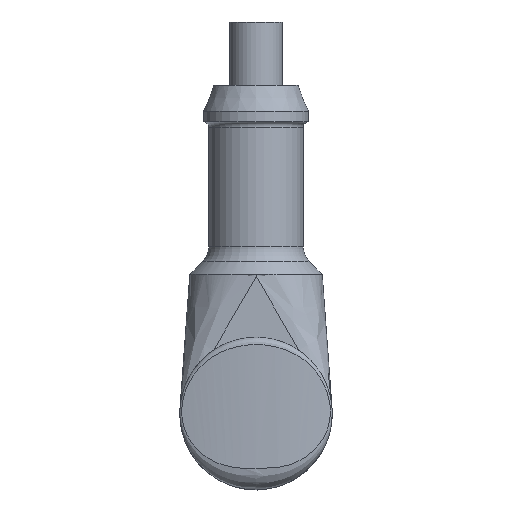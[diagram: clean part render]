
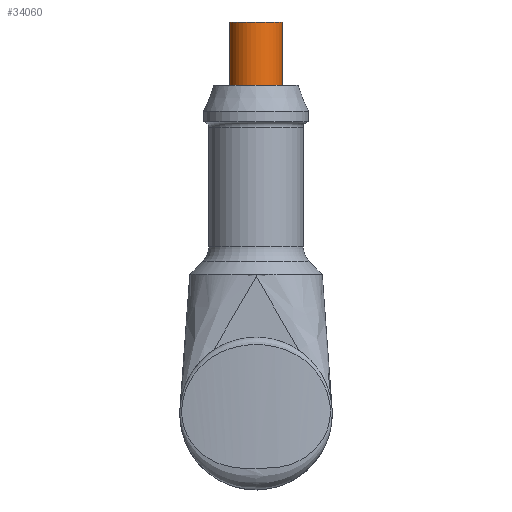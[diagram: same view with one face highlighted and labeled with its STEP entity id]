
A CAD part, top view. The second image highlights one B-rep face of the part: STEP entity #34060.
In plain terms, the highlighted cylindrical face has radius 2.5 mm (diameter 5 mm), a full revolution.
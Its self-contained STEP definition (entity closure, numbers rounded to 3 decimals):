
#32417 = EDGE_CURVE('',#32418,#32418,#32420,.T.);
#32418 = VERTEX_POINT('',#32419);
#32419 = CARTESIAN_POINT('',(0.,31.25,17.5));
#32420 = SURFACE_CURVE('',#32421,(#32426,#32438),.PCURVE_S1.);
#32421 = CIRCLE('',#32422,2.5);
#32422 = AXIS2_PLACEMENT_3D('',#32423,#32424,#32425);
#32423 = CARTESIAN_POINT('',(0.,31.25,20.));
#32424 = DIRECTION('',(0.,-1.,0.));
#32425 = DIRECTION('',(0.,0.,-1.));
#32426 = PCURVE('',#32427,#32432);
#32427 = PLANE('',#32428);
#32428 = AXIS2_PLACEMENT_3D('',#32429,#32430,#32431);
#32429 = CARTESIAN_POINT('',(0.,31.25,25.));
#32430 = DIRECTION('',(0.,-1.,0.));
#32431 = DIRECTION('',(0.,0.,1.));
#32432 = DEFINITIONAL_REPRESENTATION('',(#32433),#32437);
#32433 = CIRCLE('',#32434,2.5);
#32434 = AXIS2_PLACEMENT_2D('',#32435,#32436);
#32435 = CARTESIAN_POINT('',(-5.,0.));
#32436 = DIRECTION('',(-1.,0.));
#32437 = ( GEOMETRIC_REPRESENTATION_CONTEXT(2) 
PARAMETRIC_REPRESENTATION_CONTEXT() REPRESENTATION_CONTEXT('2D SPACE',''
  ) );
#32438 = PCURVE('',#32439,#32444);
#32439 = CYLINDRICAL_SURFACE('',#32440,2.5);
#32440 = AXIS2_PLACEMENT_3D('',#32441,#32442,#32443);
#32441 = CARTESIAN_POINT('',(0.,37.25,20.));
#32442 = DIRECTION('',(0.,-1.,0.));
#32443 = DIRECTION('',(0.,0.,-1.));
#32444 = DEFINITIONAL_REPRESENTATION('',(#32445),#32471);
#32445 = B_SPLINE_CURVE_WITH_KNOTS('',3,(#32446,#32447,#32448,#32449,
    #32450,#32451,#32452,#32453,#32454,#32455,#32456,#32457,#32458,
    #32459,#32460,#32461,#32462,#32463,#32464,#32465,#32466,#32467,
    #32468,#32469,#32470),.UNSPECIFIED.,.F.,.F.,(4,1,1,1,1,1,1,1,1,1,1,1
    ,1,1,1,1,1,1,1,1,1,1,4),(0.,0.286,0.571,
    0.857,1.142,1.428,1.714,
    1.999,2.285,2.57,2.856,
    3.142,3.427,3.713,3.998,
    4.284,4.57,4.855,5.141,
    5.426,5.712,5.998,6.283),
  .QUASI_UNIFORM_KNOTS.);
#32446 = CARTESIAN_POINT('',(0.,6.));
#32447 = CARTESIAN_POINT('',(0.095,6.));
#32448 = CARTESIAN_POINT('',(0.286,6.));
#32449 = CARTESIAN_POINT('',(0.571,6.));
#32450 = CARTESIAN_POINT('',(0.857,6.));
#32451 = CARTESIAN_POINT('',(1.142,6.));
#32452 = CARTESIAN_POINT('',(1.428,6.));
#32453 = CARTESIAN_POINT('',(1.714,6.));
#32454 = CARTESIAN_POINT('',(1.999,6.));
#32455 = CARTESIAN_POINT('',(2.285,6.));
#32456 = CARTESIAN_POINT('',(2.57,6.));
#32457 = CARTESIAN_POINT('',(2.856,6.));
#32458 = CARTESIAN_POINT('',(3.142,6.));
#32459 = CARTESIAN_POINT('',(3.427,6.));
#32460 = CARTESIAN_POINT('',(3.713,6.));
#32461 = CARTESIAN_POINT('',(3.998,6.));
#32462 = CARTESIAN_POINT('',(4.284,6.));
#32463 = CARTESIAN_POINT('',(4.57,6.));
#32464 = CARTESIAN_POINT('',(4.855,6.));
#32465 = CARTESIAN_POINT('',(5.141,6.));
#32466 = CARTESIAN_POINT('',(5.426,6.));
#32467 = CARTESIAN_POINT('',(5.712,6.));
#32468 = CARTESIAN_POINT('',(5.998,6.));
#32469 = CARTESIAN_POINT('',(6.188,6.));
#32470 = CARTESIAN_POINT('',(6.283,6.));
#32471 = ( GEOMETRIC_REPRESENTATION_CONTEXT(2) 
PARAMETRIC_REPRESENTATION_CONTEXT() REPRESENTATION_CONTEXT('2D SPACE',''
  ) );
#34060 = ADVANCED_FACE('',(#34061),#32439,.T.);
#34061 = FACE_BOUND('',#34062,.T.);
#34062 = EDGE_LOOP('',(#34063,#34116,#34136,#34137,#34138));
#34063 = ORIENTED_EDGE('',*,*,#34064,.T.);
#34064 = EDGE_CURVE('',#34065,#34067,#34069,.T.);
#34065 = VERTEX_POINT('',#34066);
#34066 = CARTESIAN_POINT('',(0.,37.25,22.5));
#34067 = VERTEX_POINT('',#34068);
#34068 = CARTESIAN_POINT('',(0.,37.25,17.5));
#34069 = SURFACE_CURVE('',#34070,(#34075,#34104),.PCURVE_S1.);
#34070 = CIRCLE('',#34071,2.5);
#34071 = AXIS2_PLACEMENT_3D('',#34072,#34073,#34074);
#34072 = CARTESIAN_POINT('',(0.,37.25,20.));
#34073 = DIRECTION('',(0.,-1.,0.));
#34074 = DIRECTION('',(0.,0.,1.));
#34075 = PCURVE('',#32439,#34076);
#34076 = DEFINITIONAL_REPRESENTATION('',(#34077),#34103);
#34077 = B_SPLINE_CURVE_WITH_KNOTS('',3,(#34078,#34079,#34080,#34081,
    #34082,#34083,#34084,#34085,#34086,#34087,#34088,#34089,#34090,
    #34091,#34092,#34093,#34094,#34095,#34096,#34097,#34098,#34099,
    #34100,#34101,#34102),.UNSPECIFIED.,.F.,.F.,(4,1,1,1,1,1,1,1,1,1,1,1
    ,1,1,1,1,1,1,1,1,1,1,4),(0.,0.286,0.571,
    0.857,1.142,1.428,1.714,
    1.999,2.285,2.57,2.856,
    3.142,3.427,3.713,3.998,
    4.284,4.57,4.855,5.141,
    5.426,5.712,5.998,6.283),
  .QUASI_UNIFORM_KNOTS.);
#34078 = CARTESIAN_POINT('',(3.142,0.));
#34079 = CARTESIAN_POINT('',(3.237,0.));
#34080 = CARTESIAN_POINT('',(3.427,0.));
#34081 = CARTESIAN_POINT('',(3.713,0.));
#34082 = CARTESIAN_POINT('',(3.998,0.));
#34083 = CARTESIAN_POINT('',(4.284,0.));
#34084 = CARTESIAN_POINT('',(4.57,0.));
#34085 = CARTESIAN_POINT('',(4.855,0.));
#34086 = CARTESIAN_POINT('',(5.141,0.));
#34087 = CARTESIAN_POINT('',(5.426,0.));
#34088 = CARTESIAN_POINT('',(5.712,0.));
#34089 = CARTESIAN_POINT('',(5.998,0.));
#34090 = CARTESIAN_POINT('',(6.283,0.));
#34091 = CARTESIAN_POINT('',(6.569,0.));
#34092 = CARTESIAN_POINT('',(6.854,0.));
#34093 = CARTESIAN_POINT('',(7.14,0.));
#34094 = CARTESIAN_POINT('',(7.426,0.));
#34095 = CARTESIAN_POINT('',(7.711,0.));
#34096 = CARTESIAN_POINT('',(7.997,0.));
#34097 = CARTESIAN_POINT('',(8.282,0.));
#34098 = CARTESIAN_POINT('',(8.568,0.));
#34099 = CARTESIAN_POINT('',(8.854,0.));
#34100 = CARTESIAN_POINT('',(9.139,0.));
#34101 = CARTESIAN_POINT('',(9.33,0.));
#34102 = CARTESIAN_POINT('',(9.425,0.));
#34103 = ( GEOMETRIC_REPRESENTATION_CONTEXT(2) 
PARAMETRIC_REPRESENTATION_CONTEXT() REPRESENTATION_CONTEXT('2D SPACE',''
  ) );
#34104 = PCURVE('',#34105,#34110);
#34105 = PLANE('',#34106);
#34106 = AXIS2_PLACEMENT_3D('',#34107,#34108,#34109);
#34107 = CARTESIAN_POINT('',(0.,37.25,20.));
#34108 = DIRECTION('',(0.,-1.,0.));
#34109 = DIRECTION('',(0.,0.,-1.));
#34110 = DEFINITIONAL_REPRESENTATION('',(#34111),#34115);
#34111 = CIRCLE('',#34112,2.5);
#34112 = AXIS2_PLACEMENT_2D('',#34113,#34114);
#34113 = CARTESIAN_POINT('',(0.,0.));
#34114 = DIRECTION('',(-1.,0.));
#34115 = ( GEOMETRIC_REPRESENTATION_CONTEXT(2) 
PARAMETRIC_REPRESENTATION_CONTEXT() REPRESENTATION_CONTEXT('2D SPACE',''
  ) );
#34116 = ORIENTED_EDGE('',*,*,#34117,.T.);
#34117 = EDGE_CURVE('',#34067,#32418,#34118,.T.);
#34118 = SEAM_CURVE('',#34119,(#34122,#34129),.PCURVE_S1.);
#34119 = B_SPLINE_CURVE_WITH_KNOTS('',1,(#34120,#34121),.UNSPECIFIED.,
  .F.,.F.,(2,2),(0.,6.),.PIECEWISE_BEZIER_KNOTS.);
#34120 = CARTESIAN_POINT('',(0.,37.25,17.5));
#34121 = CARTESIAN_POINT('',(0.,31.25,17.5));
#34122 = PCURVE('',#32439,#34123);
#34123 = DEFINITIONAL_REPRESENTATION('',(#34124),#34128);
#34124 = LINE('',#34125,#34126);
#34125 = CARTESIAN_POINT('',(6.283,0.));
#34126 = VECTOR('',#34127,1.);
#34127 = DIRECTION('',(0.,1.));
#34128 = ( GEOMETRIC_REPRESENTATION_CONTEXT(2) 
PARAMETRIC_REPRESENTATION_CONTEXT() REPRESENTATION_CONTEXT('2D SPACE',''
  ) );
#34129 = PCURVE('',#32439,#34130);
#34130 = DEFINITIONAL_REPRESENTATION('',(#34131),#34135);
#34131 = LINE('',#34132,#34133);
#34132 = CARTESIAN_POINT('',(0.,0.));
#34133 = VECTOR('',#34134,1.);
#34134 = DIRECTION('',(0.,1.));
#34135 = ( GEOMETRIC_REPRESENTATION_CONTEXT(2) 
PARAMETRIC_REPRESENTATION_CONTEXT() REPRESENTATION_CONTEXT('2D SPACE',''
  ) );
#34136 = ORIENTED_EDGE('',*,*,#32417,.F.);
#34137 = ORIENTED_EDGE('',*,*,#34117,.F.);
#34138 = ORIENTED_EDGE('',*,*,#34139,.T.);
#34139 = EDGE_CURVE('',#34067,#34065,#34140,.T.);
#34140 = SURFACE_CURVE('',#34141,(#34146,#34175),.PCURVE_S1.);
#34141 = CIRCLE('',#34142,2.5);
#34142 = AXIS2_PLACEMENT_3D('',#34143,#34144,#34145);
#34143 = CARTESIAN_POINT('',(0.,37.25,20.));
#34144 = DIRECTION('',(0.,-1.,0.));
#34145 = DIRECTION('',(0.,0.,1.));
#34146 = PCURVE('',#32439,#34147);
#34147 = DEFINITIONAL_REPRESENTATION('',(#34148),#34174);
#34148 = B_SPLINE_CURVE_WITH_KNOTS('',3,(#34149,#34150,#34151,#34152,
    #34153,#34154,#34155,#34156,#34157,#34158,#34159,#34160,#34161,
    #34162,#34163,#34164,#34165,#34166,#34167,#34168,#34169,#34170,
    #34171,#34172,#34173),.UNSPECIFIED.,.F.,.F.,(4,1,1,1,1,1,1,1,1,1,1,1
    ,1,1,1,1,1,1,1,1,1,1,4),(0.,0.286,0.571,
    0.857,1.142,1.428,1.714,
    1.999,2.285,2.57,2.856,
    3.142,3.427,3.713,3.998,
    4.284,4.57,4.855,5.141,
    5.426,5.712,5.998,6.283),
  .QUASI_UNIFORM_KNOTS.);
#34149 = CARTESIAN_POINT('',(-3.142,0.));
#34150 = CARTESIAN_POINT('',(-3.046,0.));
#34151 = CARTESIAN_POINT('',(-2.856,0.));
#34152 = CARTESIAN_POINT('',(-2.57,0.));
#34153 = CARTESIAN_POINT('',(-2.285,0.));
#34154 = CARTESIAN_POINT('',(-1.999,0.));
#34155 = CARTESIAN_POINT('',(-1.714,0.));
#34156 = CARTESIAN_POINT('',(-1.428,0.));
#34157 = CARTESIAN_POINT('',(-1.142,0.));
#34158 = CARTESIAN_POINT('',(-0.857,0.));
#34159 = CARTESIAN_POINT('',(-0.571,0.));
#34160 = CARTESIAN_POINT('',(-0.286,0.));
#34161 = CARTESIAN_POINT('',(0.,0.));
#34162 = CARTESIAN_POINT('',(0.286,0.));
#34163 = CARTESIAN_POINT('',(0.571,0.));
#34164 = CARTESIAN_POINT('',(0.857,0.));
#34165 = CARTESIAN_POINT('',(1.142,0.));
#34166 = CARTESIAN_POINT('',(1.428,0.));
#34167 = CARTESIAN_POINT('',(1.714,0.));
#34168 = CARTESIAN_POINT('',(1.999,0.));
#34169 = CARTESIAN_POINT('',(2.285,0.));
#34170 = CARTESIAN_POINT('',(2.57,0.));
#34171 = CARTESIAN_POINT('',(2.856,0.));
#34172 = CARTESIAN_POINT('',(3.046,0.));
#34173 = CARTESIAN_POINT('',(3.142,0.));
#34174 = ( GEOMETRIC_REPRESENTATION_CONTEXT(2) 
PARAMETRIC_REPRESENTATION_CONTEXT() REPRESENTATION_CONTEXT('2D SPACE',''
  ) );
#34175 = PCURVE('',#34105,#34176);
#34176 = DEFINITIONAL_REPRESENTATION('',(#34177),#34181);
#34177 = CIRCLE('',#34178,2.5);
#34178 = AXIS2_PLACEMENT_2D('',#34179,#34180);
#34179 = CARTESIAN_POINT('',(0.,0.));
#34180 = DIRECTION('',(-1.,0.));
#34181 = ( GEOMETRIC_REPRESENTATION_CONTEXT(2) 
PARAMETRIC_REPRESENTATION_CONTEXT() REPRESENTATION_CONTEXT('2D SPACE',''
  ) );
